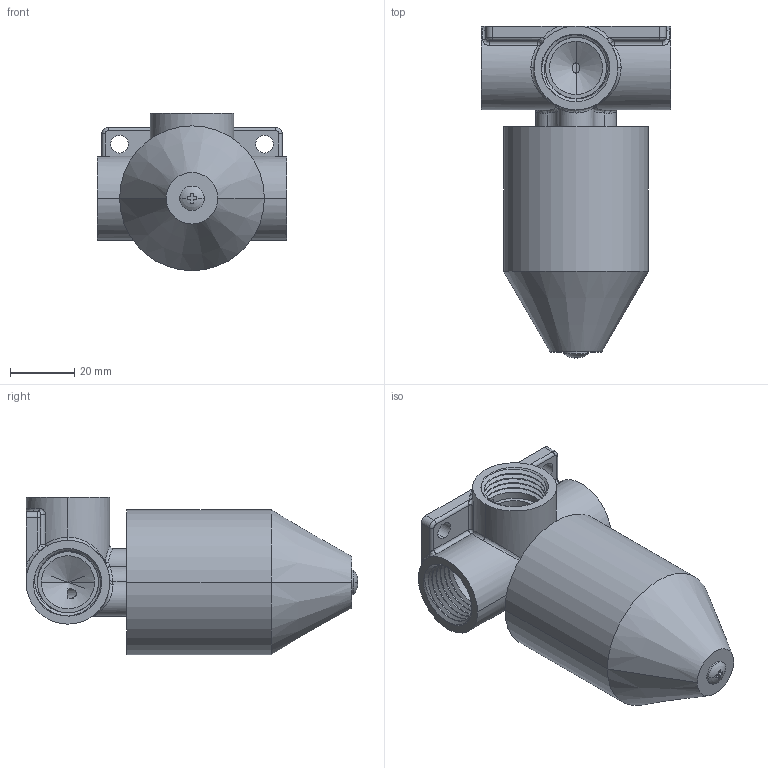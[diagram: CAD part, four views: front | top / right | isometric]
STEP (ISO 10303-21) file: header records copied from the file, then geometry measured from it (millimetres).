
FILE_DESCRIPTION((''),'2;1');
FILE_NAME('1F8008NT_ASM','2023-07-25T',('Administrator'),(''),'PRO/ENGINEER BY PARAMETRIC TECHNOLOGY CORPORATION, 2010280','PRO/ENGINEER BY PARAMETRIC TECHNOLOGY CORPORATION, 2010280','');
FILE_SCHEMA(('CONFIG_CONTROL_DESIGN'));
Length unit declared in the file: millimetre
Products named in the file (8): 2E7006-11NT; 2E7007-31NT; 3OR1029NT; 3FX1005; 3LM1003; 2F8008-31NT; 3LS1014NT; 1F8008NT_ASM
Assembly tree (7 placements, depth 2):
  1F8008NT_ASM
    2E7006-11NT
    2E7007-31NT
    3OR1029NT
    3FX1005
    3LM1003
    2F8008-31NT
    3LS1014NT
Bounding box: 58.7 x 103.06 x 48.9 mm (x, y, z)
Volume: 87901.3 mm3; surface area: 58976.7 mm2
Topology: 7 solids, 7 shells, 405 faces, 1018 edges, 635 vertices
Faces by surface type: cylinder 166, bspline 87, cone 66, plane 63, torus 17, sphere 6
Entity records: 26424 total; most frequent: CARTESIAN_POINT 17364, ORIENTED_EDGE 2016, DIRECTION 1602, EDGE_CURVE 1008, AXIS2_PLACEMENT_3D 642, VERTEX_POINT 635, EDGE_LOOP 441, FACE_OUTER_BOUND 405
